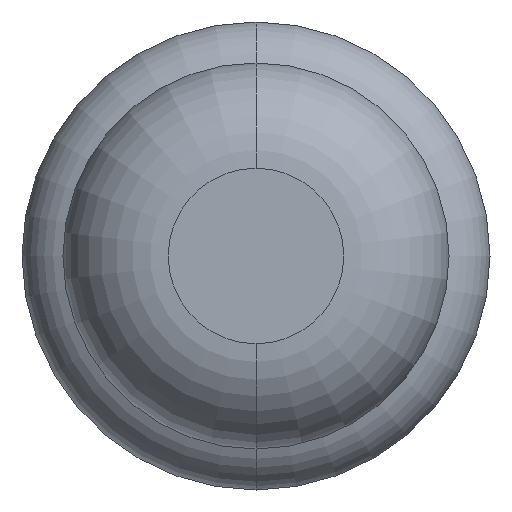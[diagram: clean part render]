
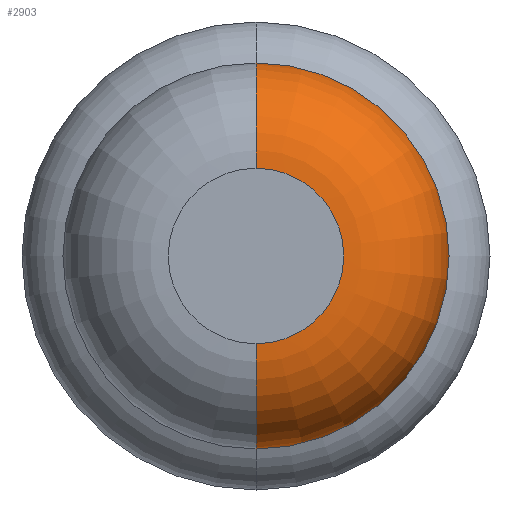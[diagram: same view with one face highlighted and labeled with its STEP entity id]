
A CAD part, front view. The second image highlights one B-rep face of the part: STEP entity #2903.
In plain terms, the highlighted toroidal (fillet/blend) face has major radius 0.375 mm and minor radius 0.45 mm.
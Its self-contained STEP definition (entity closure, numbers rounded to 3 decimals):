
#4 = CIRCLE ( 'NONE', #3822, 0.375 ) ;
#247 = CIRCLE ( 'NONE', #1419, 0.825 ) ;
#364 = CARTESIAN_POINT ( 'NONE',  ( 0., -28.55, -0.375 ) ) ;
#522 = CARTESIAN_POINT ( 'NONE',  ( 0., -29., 0. ) ) ;
#540 = CARTESIAN_POINT ( 'NONE',  ( 0., -29., -0.375 ) ) ;
#883 = DIRECTION ( 'NONE',  ( 0., 1., 0. ) ) ;
#1171 = VERTEX_POINT ( 'NONE', #3249 ) ;
#1206 = DIRECTION ( 'NONE',  ( 0., 0., 1. ) ) ;
#1221 = CIRCLE ( 'NONE', #2708, 0.45 ) ;
#1350 = DIRECTION ( 'NONE',  ( 1., 0., 0. ) ) ;
#1414 = TOROIDAL_SURFACE ( 'NONE', #2793, 0.375, 0.45 ) ;
#1419 = AXIS2_PLACEMENT_3D ( 'NONE', #2830, #883, #1206 ) ;
#1421 = ORIENTED_EDGE ( 'NONE', *, *, #3069, .F. ) ;
#1450 = EDGE_CURVE ( 'Defeature ausgef�hrt1_8+Defeature ausgef�hrt1_7+Defeature ausgef�hrt1_7+Defeature ausgef�hrt1_7', #3336, #2233, #4, .T. ) ;
#1453 = CARTESIAN_POINT ( 'NONE',  ( 0., -28.55, 0.375 ) ) ;
#1880 = FACE_OUTER_BOUND ( 'NONE', #3077, .T. ) ;
#2095 = VERTEX_POINT ( 'NONE', #3685 ) ;
#2233 = VERTEX_POINT ( 'NONE', #540 ) ;
#2428 = EDGE_CURVE ( 'Defeature ausgef�hrt1_9+Defeature ausgef�hrt1_8+Defeature ausgef�hrt1_8+Defeature ausgef�hrt1_8', #2095, #1171, #247, .T. ) ;
#2522 = EDGE_CURVE ( 'NONE', #2233, #1171, #1221, .T. ) ;
#2582 = CARTESIAN_POINT ( 'NONE',  ( 0., -29., 0.375 ) ) ;
#2708 = AXIS2_PLACEMENT_3D ( 'NONE', #364, #1350, #3606 ) ;
#2739 = DIRECTION ( 'NONE',  ( 0., 0., 1. ) ) ;
#2793 = AXIS2_PLACEMENT_3D ( 'NONE', #4177, #2909, #2949 ) ;
#2830 = CARTESIAN_POINT ( 'NONE',  ( 0., -28.55, 0. ) ) ;
#2903 = ADVANCED_FACE ( 'Defeature ausgef�hrt1_8', ( #1880 ), #1414, .T. ) ;
#2909 = DIRECTION ( 'NONE',  ( 0., 1., 0. ) ) ;
#2949 = DIRECTION ( 'NONE',  ( 0., 0., 1. ) ) ;
#3067 = DIRECTION ( 'NONE',  ( -1., 0., 0. ) ) ;
#3069 = EDGE_CURVE ( 'NONE', #3336, #2095, #3358, .T. ) ;
#3077 = EDGE_LOOP ( 'NONE', ( #3898, #3537, #4184, #1421 ) ) ;
#3129 = DIRECTION ( 'NONE',  ( 0., 1., 0. ) ) ;
#3249 = CARTESIAN_POINT ( 'NONE',  ( 0., -28.55, -0.825 ) ) ;
#3336 = VERTEX_POINT ( 'NONE', #2582 ) ;
#3358 = CIRCLE ( 'NONE', #3789, 0.45 ) ;
#3450 = DIRECTION ( 'NONE',  ( 0., 0., 1. ) ) ;
#3537 = ORIENTED_EDGE ( 'NONE', *, *, #2522, .T. ) ;
#3606 = DIRECTION ( 'NONE',  ( 0., 0., -1. ) ) ;
#3685 = CARTESIAN_POINT ( 'NONE',  ( 0., -28.55, 0.825 ) ) ;
#3789 = AXIS2_PLACEMENT_3D ( 'NONE', #1453, #3067, #2739 ) ;
#3822 = AXIS2_PLACEMENT_3D ( 'NONE', #522, #3129, #3450 ) ;
#3898 = ORIENTED_EDGE ( 'NONE', *, *, #1450, .T. ) ;
#4177 = CARTESIAN_POINT ( 'NONE',  ( 0., -28.55, 0. ) ) ;
#4184 = ORIENTED_EDGE ( 'NONE', *, *, #2428, .F. ) ;
